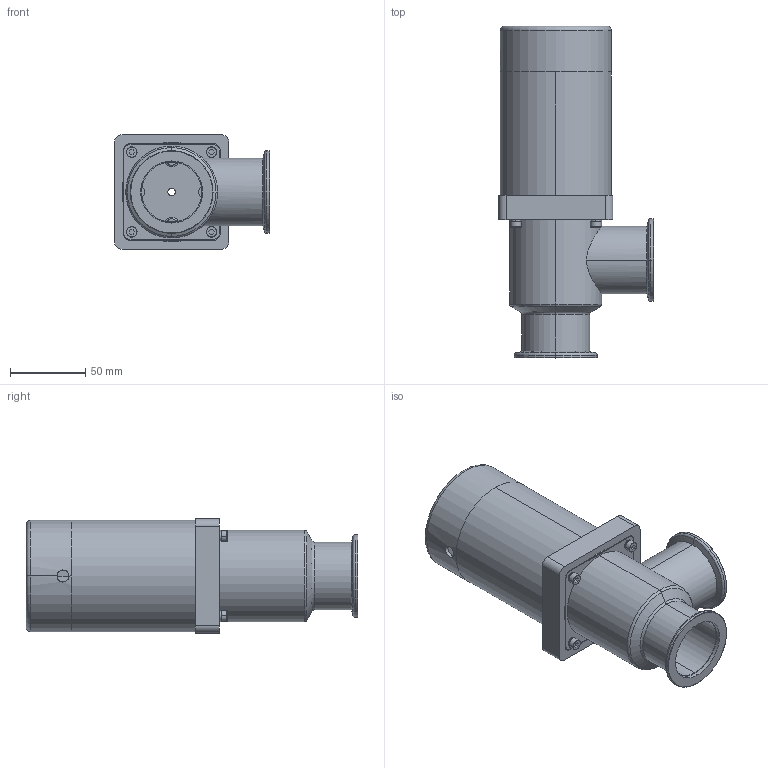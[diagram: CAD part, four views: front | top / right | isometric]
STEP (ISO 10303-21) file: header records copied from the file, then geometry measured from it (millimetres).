
FILE_DESCRIPTION (( 'STEP AP214' ), '1' );
FILE_NAME ('A-200-EM-NW40-SST_ELECTROMAGNETIC_ANGLE_VALVE_KF40_VITON_BONNET.STEP', '2025-02-13T16:49:45', ( '' ), ( '' ), 'SwSTEP 2.0', 'SolidWorks 2023', '' );
FILE_SCHEMA (( 'AUTOMOTIVE_DESIGN' ));
Length unit declared in the file: millimetre
Products named in the file (1): A-200-EM-NW40-SST_ELECTROMAGNETIC_ANGLE_VALVE_KF40_VITON_BONNET
Bounding box: 103 x 220.5 x 76 mm (x, y, z)
Volume: 204860.8 mm3; surface area: 124340 mm2
Topology: 14 solids, 14 shells, 366 faces, 812 edges, 496 vertices
Faces by surface type: cylinder 143, plane 133, cone 46, torus 42, bspline 2
Entity records: 12495 total; most frequent: CARTESIAN_POINT 3964, DIRECTION 1904, ORIENTED_EDGE 1608, EDGE_CURVE 804, AXIS2_PLACEMENT_3D 755, VERTEX_POINT 496, EDGE_LOOP 420, LINE 394
